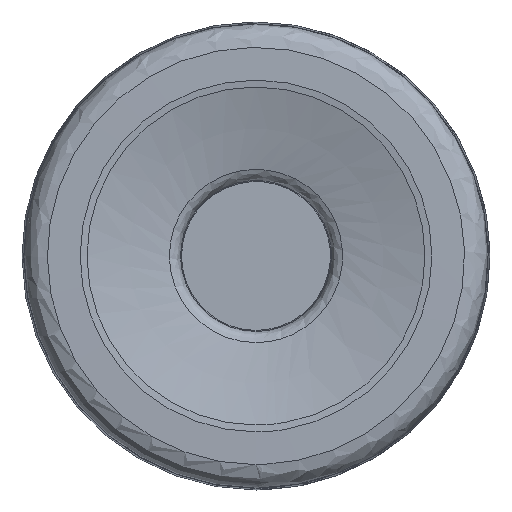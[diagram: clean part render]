
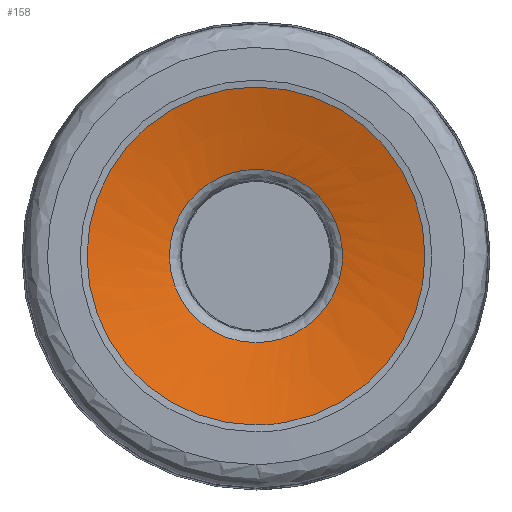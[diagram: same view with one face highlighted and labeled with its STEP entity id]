
A CAD part, left-side view. The second image highlights one B-rep face of the part: STEP entity #158.
In plain terms, the highlighted face is a revolution surface.
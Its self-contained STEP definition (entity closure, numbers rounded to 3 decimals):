
#41=B_SPLINE_CURVE_WITH_KNOTS('',3,(#962,#963,#964,#965,#966,#967,#968,
#969,#970,#971,#972,#973,#974,#975,#976,#977),.UNSPECIFIED.,.F.,.F.,(4,
2,2,2,2,2,2,4),(0.,0.125,0.25,0.375,0.5,0.75,0.875,1.),
 .UNSPECIFIED.);
#60=SURFACE_OF_REVOLUTION('',#41,#80);
#80=AXIS1_PLACEMENT('',#978,#699);
#158=ADVANCED_FACE('',(#236,#237),#60,.T.);
#236=FACE_BOUND('',#312,.T.);
#237=FACE_BOUND('',#313,.T.);
#312=EDGE_LOOP('',(#388));
#313=EDGE_LOOP('',(#389));
#388=ORIENTED_EDGE('',*,*,#467,.F.);
#389=ORIENTED_EDGE('',*,*,#466,.T.);
#428=VERTEX_POINT('',#945);
#429=VERTEX_POINT('',#961);
#466=EDGE_CURVE('',#428,#428,#504,.T.);
#467=EDGE_CURVE('',#429,#429,#505,.T.);
#504=CIRCLE('',#562,3.357);
#505=CIRCLE('',#563,6.552);
#562=AXIS2_PLACEMENT_3D('',#944,#694,#695);
#563=AXIS2_PLACEMENT_3D('',#960,#697,#698);
#694=DIRECTION('',(1.,0.,0.));
#695=DIRECTION('',(0.,0.,-1.));
#697=DIRECTION('',(1.,0.,0.));
#698=DIRECTION('',(0.,0.,-1.));
#699=DIRECTION('',(1.,0.,0.));
#944=CARTESIAN_POINT('',(0.842,0.,0.));
#945=CARTESIAN_POINT('',(0.842,0.,-3.357));
#960=CARTESIAN_POINT('',(0.033,0.,0.));
#961=CARTESIAN_POINT('',(0.033,0.,-6.552));
#962=CARTESIAN_POINT('',(0.842,-3.177,1.084));
#963=CARTESIAN_POINT('',(0.816,-3.337,1.054));
#964=CARTESIAN_POINT('',(0.798,-3.487,1.026));
#965=CARTESIAN_POINT('',(0.741,-3.773,0.975));
#966=CARTESIAN_POINT('',(0.705,-3.91,0.951));
#967=CARTESIAN_POINT('',(0.632,-4.183,0.903));
#968=CARTESIAN_POINT('',(0.597,-4.321,0.879));
#969=CARTESIAN_POINT('',(0.526,-4.598,0.831));
#970=CARTESIAN_POINT('',(0.489,-4.735,0.807));
#971=CARTESIAN_POINT('',(0.387,-5.154,0.733));
#972=CARTESIAN_POINT('',(0.321,-5.436,0.683));
#973=CARTESIAN_POINT('',(0.215,-5.85,0.611));
#974=CARTESIAN_POINT('',(0.179,-5.987,0.587));
#975=CARTESIAN_POINT('',(0.1,-6.253,0.541));
#976=CARTESIAN_POINT('',(0.062,-6.387,0.518));
#977=CARTESIAN_POINT('',(0.033,-6.533,0.491));
#978=CARTESIAN_POINT('',(0.,0.,0.));
